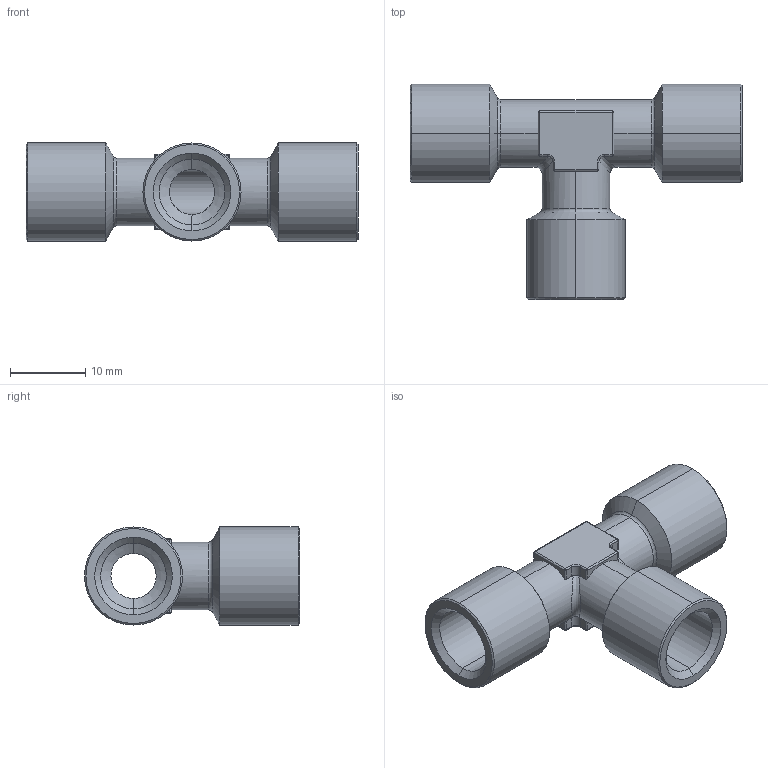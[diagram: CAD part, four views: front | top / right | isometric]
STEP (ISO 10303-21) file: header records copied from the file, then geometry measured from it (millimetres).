
FILE_DESCRIPTION (( 'STEP AP203' ), '1' );
FILE_NAME ('002-X316.STEP', '2013-10-30T15:46:33', ( 'Gabriele' ), ( '' ), 'SwSTEP 2.0', 'SolidWorks 2011', '' );
FILE_SCHEMA (( 'CONFIG_CONTROL_DESIGN' ));
Length unit declared in the file: millimetre
Products named in the file (1): 002-X316
Bounding box: 44 x 28.5 x 13 mm (x, y, z)
Volume: 3583.2 mm3; surface area: 3964.5 mm2
Topology: 1 solids, 1 shells, 123 faces, 288 edges, 154 vertices
Faces by surface type: cylinder 54, cone 24, plane 21, sphere 12, torus 10, bspline 2
Entity records: 3609 total; most frequent: CARTESIAN_POINT 798, DIRECTION 614, ORIENTED_EDGE 552, EDGE_CURVE 276, AXIS2_PLACEMENT_3D 246, VERTEX_POINT 154, EDGE_LOOP 126, CIRCLE 124
